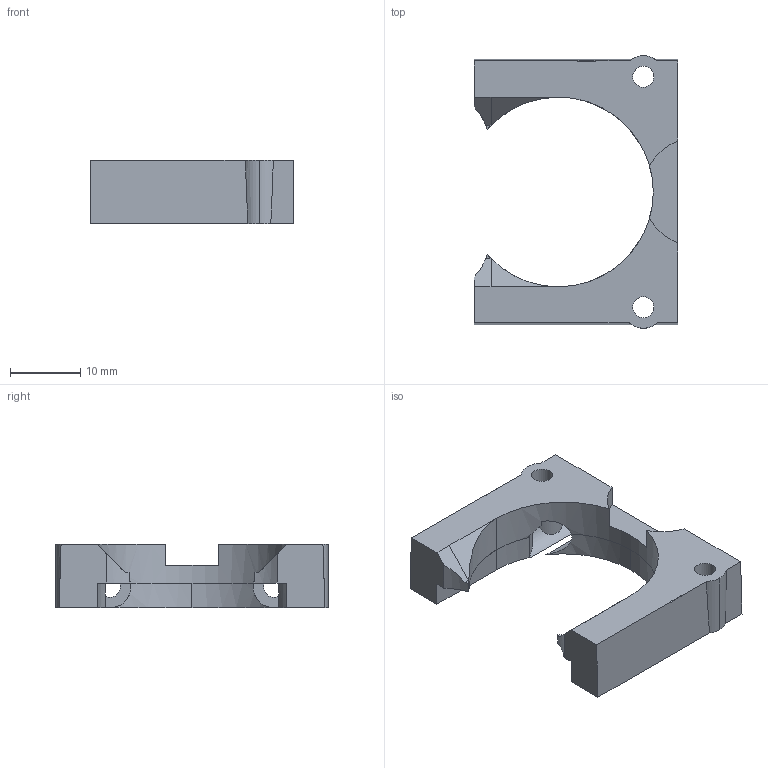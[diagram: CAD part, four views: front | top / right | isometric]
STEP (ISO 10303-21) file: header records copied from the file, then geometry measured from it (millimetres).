
FILE_DESCRIPTION(('FreeCAD Model'),'2;1');
FILE_NAME('Open CASCADE Shape Model','2022-11-28T18:52:36',(''),(''), 'Open CASCADE STEP processor 7.5','FreeCAD','Unknown');
FILE_SCHEMA(('AUTOMOTIVE_DESIGN { 1 0 10303 214 1 1 1 1 }'));
Length unit declared in the file: millimetre
Products named in the file (1): housing_mid
Bounding box: 29 x 38.79 x 9 mm (x, y, z)
Volume: 3853.4 mm3; surface area: 2961.7 mm2
Topology: 1 solids, 1 shells, 61 faces, 171 edges, 112 vertices
Faces by surface type: plane 29, cylinder 26, torus 4, bspline 2
Full cylindrical faces by diameter (mm): 3 x4
Entity records: 6538 total; most frequent: CARTESIAN_POINT 3219, DIRECTION 594, ORIENTED_EDGE 342, PCURVE 342, DEFINITIONAL_REPRESENTATION 342, LINE 310, VECTOR 310, EDGE_CURVE 171
